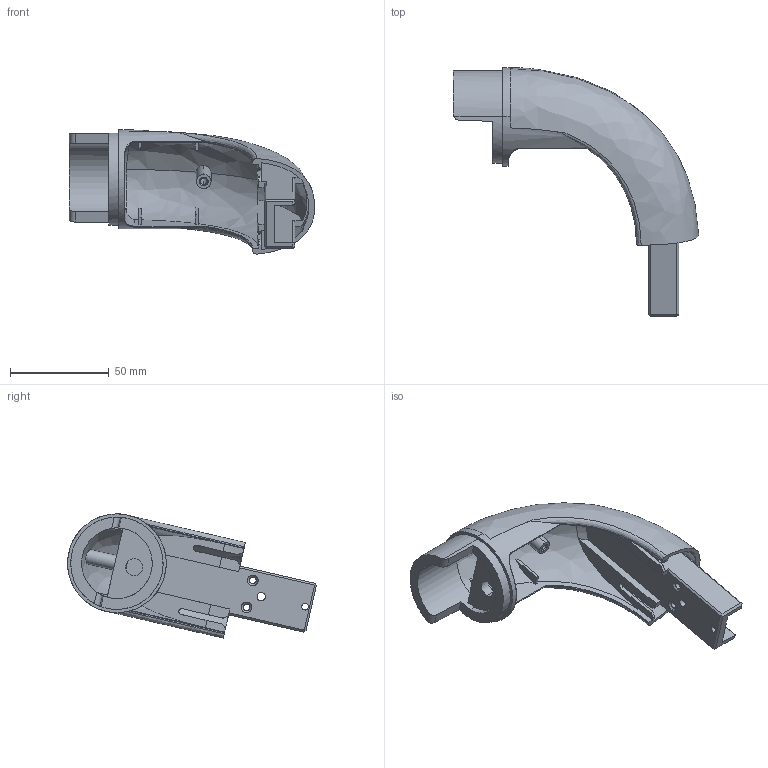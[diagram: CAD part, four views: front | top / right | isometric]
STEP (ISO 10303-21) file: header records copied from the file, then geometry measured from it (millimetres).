
FILE_DESCRIPTION (( 'STEP AP214' ), '1' );
FILE_NAME ('參忒釱.STEP', '2018-12-15T14:50:18', ( '' ), ( '' ), 'SwSTEP 2.0', 'SolidWorks 2016', '' );
FILE_SCHEMA (( 'AUTOMOTIVE_DESIGN' ));
Length unit declared in the file: millimetre
Products named in the file (1): 參忒釱
Bounding box: 124.3 x 126.04 x 62.92 mm (x, y, z)
Volume: 64349.8 mm3; surface area: 40511.3 mm2
Topology: 1 solids, 1 shells, 142 faces, 431 edges, 291 vertices
Faces by surface type: plane 64, cylinder 41, bspline 31, cone 6
Entity records: 11291 total; most frequent: CARTESIAN_POINT 6463, ORIENTED_EDGE 862, DIRECTION 441, EDGE_CURVE 431, VERTEX_POINT 291, B_SPLINE_CURVE_WITH_KNOTS 230, LINE 161, VECTOR 161
